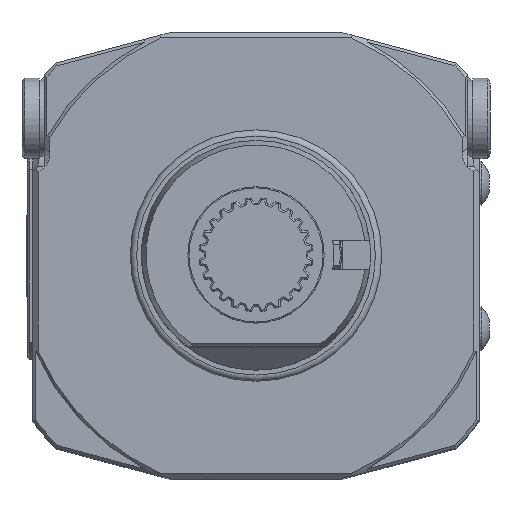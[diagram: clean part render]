
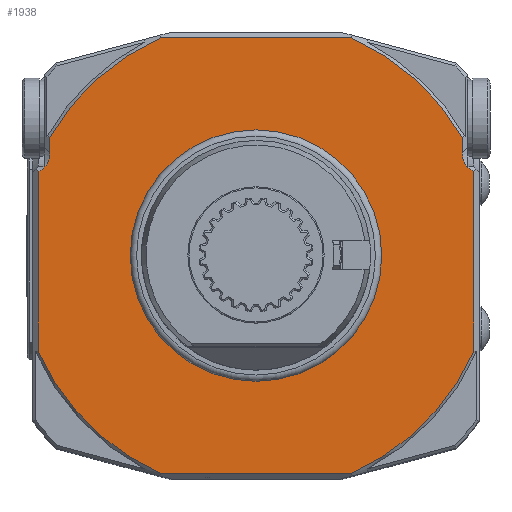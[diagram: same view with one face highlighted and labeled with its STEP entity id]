
A CAD part, top view. The second image highlights one B-rep face of the part: STEP entity #1938.
In plain terms, the highlighted planar face has unit normal (0, 0, 1).
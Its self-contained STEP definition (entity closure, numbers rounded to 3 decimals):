
#287=LINE('',#11275,#866);
#288=LINE('',#11282,#867);
#293=LINE('',#11359,#872);
#315=LINE('',#11448,#894);
#322=LINE('',#11502,#901);
#333=LINE('',#11568,#912);
#866=VECTOR('',#8748,1.);
#867=VECTOR('',#8751,1.);
#872=VECTOR('',#8764,1.);
#894=VECTOR('',#8836,1.);
#901=VECTOR('',#8859,1.);
#912=VECTOR('',#8896,1.);
#1574=FACE_BOUND('',#3071,.T.);
#1575=FACE_BOUND('',#3072,.T.);
#1659=B_SPLINE_CURVE_WITH_KNOTS('',3,(#11245,#11246,#11247,#11248,#11249,
#11250,#11251,#11252,#11253,#11254,#11255,#11256,#11257),.UNSPECIFIED.,
 .F.,.F.,(4,3,3,3,4),(0.,0.329,0.588,0.849,
1.),.UNSPECIFIED.);
#1664=B_SPLINE_CURVE_WITH_KNOTS('',3,(#11294,#11295,#11296,#11297,#11298,
#11299,#11300,#11301,#11302,#11303,#11304,#11305,#11306),.UNSPECIFIED.,
 .F.,.F.,(4,3,3,3,4),(0.,0.257,0.516,0.761,
1.),.UNSPECIFIED.);
#1938=ADVANCED_FACE('',(#1574,#1575),#2310,.T.);
#2310=PLANE('',#7884);
#3071=EDGE_LOOP('',(#3989));
#3072=EDGE_LOOP('',(#3990,#3991,#3992,#3993,#3994,#3995,#3996,#3997,#3998,
#3999,#4000,#4001));
#3989=ORIENTED_EDGE('',*,*,#6612,.F.);
#3990=ORIENTED_EDGE('',*,*,#6529,.F.);
#3991=ORIENTED_EDGE('',*,*,#6549,.T.);
#3992=ORIENTED_EDGE('',*,*,#6463,.T.);
#3993=ORIENTED_EDGE('',*,*,#6460,.T.);
#3994=ORIENTED_EDGE('',*,*,#6470,.F.);
#3995=ORIENTED_EDGE('',*,*,#6475,.T.);
#3996=ORIENTED_EDGE('',*,*,#6476,.F.);
#3997=ORIENTED_EDGE('',*,*,#6458,.T.);
#3998=ORIENTED_EDGE('',*,*,#6456,.T.);
#3999=ORIENTED_EDGE('',*,*,#6511,.T.);
#4000=ORIENTED_EDGE('',*,*,#6520,.F.);
#4001=ORIENTED_EDGE('',*,*,#6527,.T.);
#5709=VERTEX_POINT('',#11244);
#5710=VERTEX_POINT('',#11258);
#5711=VERTEX_POINT('',#11276);
#5712=VERTEX_POINT('',#11283);
#5713=VERTEX_POINT('',#11284);
#5714=VERTEX_POINT('',#11307);
#5718=VERTEX_POINT('',#11345);
#5722=VERTEX_POINT('',#11358);
#5740=VERTEX_POINT('',#11447);
#5746=VERTEX_POINT('',#11480);
#5751=VERTEX_POINT('',#11501);
#5752=VERTEX_POINT('',#11508);
#5800=VERTEX_POINT('',#11735);
#6456=EDGE_CURVE('',#5710,#5709,#1659,.T.);
#6458=EDGE_CURVE('',#5711,#5710,#287,.T.);
#6460=EDGE_CURVE('',#5712,#5713,#288,.T.);
#6463=EDGE_CURVE('',#5714,#5712,#1664,.T.);
#6470=EDGE_CURVE('',#5718,#5713,#7439,.T.);
#6475=EDGE_CURVE('',#5718,#5722,#293,.T.);
#6476=EDGE_CURVE('',#5711,#5722,#7440,.T.);
#6511=EDGE_CURVE('',#5709,#5740,#315,.T.);
#6520=EDGE_CURVE('',#5746,#5740,#7446,.T.);
#6527=EDGE_CURVE('',#5746,#5751,#322,.T.);
#6529=EDGE_CURVE('',#5752,#5751,#7447,.T.);
#6549=EDGE_CURVE('',#5752,#5714,#333,.T.);
#6612=EDGE_CURVE('',#5800,#5800,#7467,.T.);
#7439=CIRCLE('',#7777,41.5);
#7440=CIRCLE('',#7780,41.5);
#7446=CIRCLE('',#7810,41.5);
#7447=CIRCLE('',#7813,41.5);
#7467=CIRCLE('',#7883,21.699);
#7777=AXIS2_PLACEMENT_3D('',#11346,#8757,#8758);
#7780=AXIS2_PLACEMENT_3D('',#11361,#8767,#8768);
#7810=AXIS2_PLACEMENT_3D('',#11479,#8852,#8853);
#7813=AXIS2_PLACEMENT_3D('',#11509,#8862,#8863);
#7883=AXIS2_PLACEMENT_3D('',#11734,#9046,#9047);
#7884=AXIS2_PLACEMENT_3D('',#11736,#9048,#9049);
#8748=DIRECTION('',(0.,-1.,0.));
#8751=DIRECTION('',(0.,1.,0.));
#8757=DIRECTION('',(0.,0.,-1.));
#8758=DIRECTION('',(0.,-1.,0.));
#8764=DIRECTION('',(-1.,0.,0.));
#8767=DIRECTION('',(0.,0.,-1.));
#8768=DIRECTION('',(0.,-1.,0.));
#8836=DIRECTION('',(0.,-1.,0.));
#8852=DIRECTION('',(0.,0.,-1.));
#8853=DIRECTION('',(0.,-1.,0.));
#8859=DIRECTION('',(1.,0.,0.));
#8862=DIRECTION('',(0.,0.,-1.));
#8863=DIRECTION('',(0.,-1.,0.));
#8896=DIRECTION('',(0.,1.,0.));
#9046=DIRECTION('',(0.,0.,1.));
#9047=DIRECTION('',(0.,-1.,0.));
#9048=DIRECTION('',(0.,0.,1.));
#9049=DIRECTION('',(0.,-1.,0.));
#11244=CARTESIAN_POINT('',(-38.,14.735,0.));
#11245=CARTESIAN_POINT('',(-36.,17.984,0.));
#11246=CARTESIAN_POINT('',(-36.,17.54,0.));
#11247=CARTESIAN_POINT('',(-36.059,17.088,0.));
#11248=CARTESIAN_POINT('',(-36.196,16.666,0.));
#11249=CARTESIAN_POINT('',(-36.305,16.333,0.));
#11250=CARTESIAN_POINT('',(-36.466,16.012,0.));
#11251=CARTESIAN_POINT('',(-36.676,15.732,0.));
#11252=CARTESIAN_POINT('',(-36.887,15.451,0.));
#11253=CARTESIAN_POINT('',(-37.153,15.206,0.));
#11254=CARTESIAN_POINT('',(-37.449,15.017,0.));
#11255=CARTESIAN_POINT('',(-37.622,14.905,0.));
#11256=CARTESIAN_POINT('',(-37.808,14.811,0.));
#11257=CARTESIAN_POINT('',(-38.,14.735,0.));
#11258=CARTESIAN_POINT('',(-36.,17.984,0.));
#11275=CARTESIAN_POINT('',(-36.,-41.5,0.));
#11276=CARTESIAN_POINT('',(-36.,20.646,0.));
#11282=CARTESIAN_POINT('',(36.,-41.5,0.));
#11283=CARTESIAN_POINT('',(36.,17.984,0.));
#11284=CARTESIAN_POINT('',(36.,20.646,0.));
#11294=CARTESIAN_POINT('',(38.,14.735,0.));
#11295=CARTESIAN_POINT('',(37.677,14.863,0.));
#11296=CARTESIAN_POINT('',(37.37,15.044,0.));
#11297=CARTESIAN_POINT('',(37.106,15.271,0.));
#11298=CARTESIAN_POINT('',(36.842,15.499,0.));
#11299=CARTESIAN_POINT('',(36.617,15.779,0.));
#11300=CARTESIAN_POINT('',(36.448,16.084,0.));
#11301=CARTESIAN_POINT('',(36.288,16.374,0.));
#11302=CARTESIAN_POINT('',(36.173,16.692,0.));
#11303=CARTESIAN_POINT('',(36.101,17.016,0.));
#11304=CARTESIAN_POINT('',(36.031,17.333,0.));
#11305=CARTESIAN_POINT('',(36.,17.66,0.));
#11306=CARTESIAN_POINT('',(36.,17.984,0.));
#11307=CARTESIAN_POINT('',(38.,14.735,0.));
#11345=CARTESIAN_POINT('',(16.681,38.,0.));
#11346=CARTESIAN_POINT('',(0.,0.,0.));
#11358=CARTESIAN_POINT('',(-16.681,38.,0.));
#11359=CARTESIAN_POINT('',(0.,38.,0.));
#11361=CARTESIAN_POINT('',(0.,0.,0.));
#11447=CARTESIAN_POINT('',(-38.,-16.681,0.));
#11448=CARTESIAN_POINT('',(-38.,-41.5,0.));
#11479=CARTESIAN_POINT('',(0.,0.,0.));
#11480=CARTESIAN_POINT('',(-16.681,-38.,0.));
#11501=CARTESIAN_POINT('',(16.681,-38.,0.));
#11502=CARTESIAN_POINT('',(0.,-38.,0.));
#11508=CARTESIAN_POINT('',(38.,-16.681,0.));
#11509=CARTESIAN_POINT('',(0.,0.,0.));
#11568=CARTESIAN_POINT('',(38.,-41.5,0.));
#11734=CARTESIAN_POINT('',(0.,0.,
0.));
#11735=CARTESIAN_POINT('',(0.,-21.699,0.));
#11736=CARTESIAN_POINT('',(0.,-41.5,0.));
